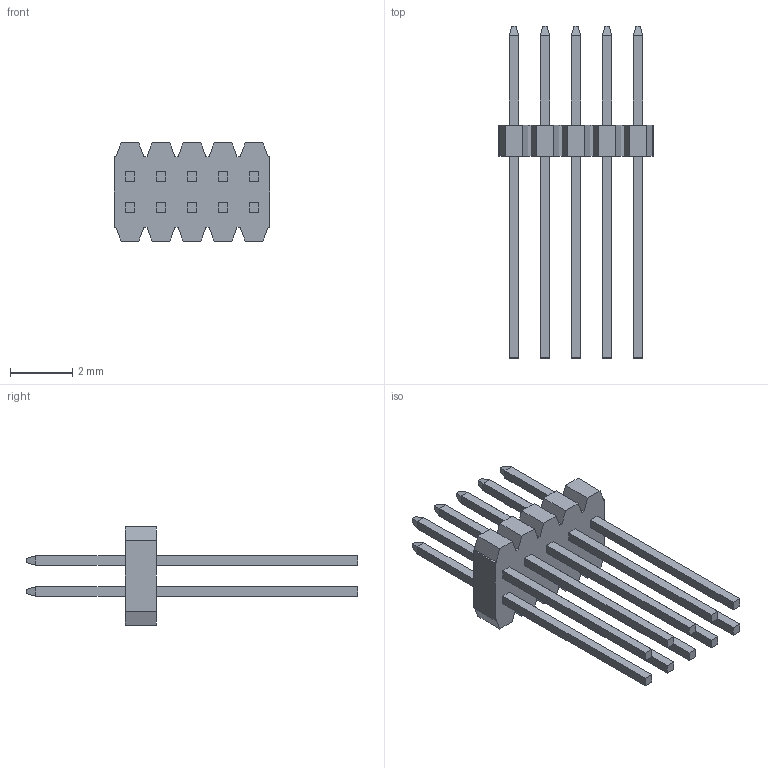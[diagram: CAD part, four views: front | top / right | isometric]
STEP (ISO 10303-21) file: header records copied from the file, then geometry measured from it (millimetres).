
FILE_DESCRIPTION(/* description */ (''),/* implementation_level */ '2;1');
FILE_NAME(/* name */ '721-20-010-10-xx.stp',/* time_stamp */ '2018-02-26T09:15:03+01:00',/* author */ ('andreas.larin'),/* organization */ (''),/* preprocessor_version */ 'ST-DEVELOPER v15.6',/* originating_system */ 'Autodesk Inventor 2015',/* authorisation */ '');
FILE_SCHEMA (('AUTOMOTIVE_DESIGN { 1 0 10303 214 3 1 1 }'));
Length unit declared in the file: centimetre
Products named in the file (1): 721-20-010-10-00
Bounding box: 5 x 10.7 x 3.17 mm (x, y, z)
Volume: 23.3 mm3; surface area: 165 mm2
Topology: 1 solids, 1 shells, 186 faces, 452 edges, 288 vertices
Faces by surface type: plane 186
Entity records: 5300 total; most frequent: CARTESIAN_POINT 927, ORIENTED_EDGE 904, DIRECTION 826, LINE 452, VECTOR 452, EDGE_CURVE 452, VERTEX_POINT 288, EDGE_LOOP 206
